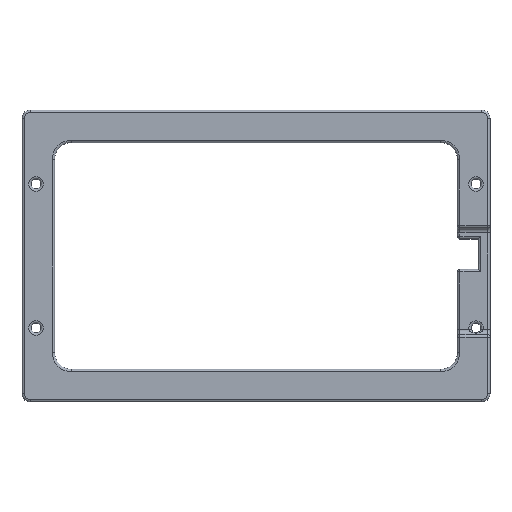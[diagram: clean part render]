
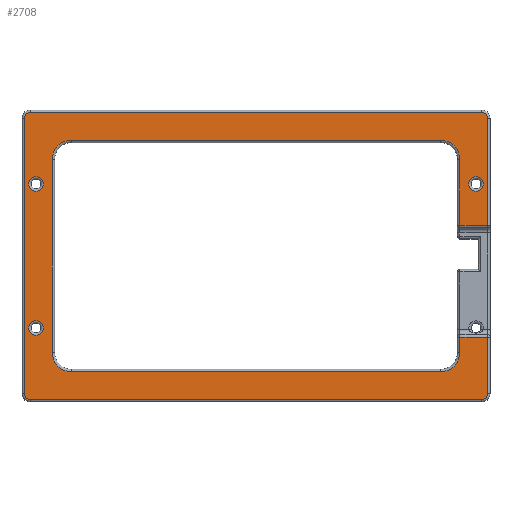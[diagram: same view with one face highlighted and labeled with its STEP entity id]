
A CAD part, top view. The second image highlights one B-rep face of the part: STEP entity #2708.
In plain terms, the highlighted planar face has unit normal (0, 0, 1).
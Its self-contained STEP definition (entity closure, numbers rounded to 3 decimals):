
#27=FACE_BOUND('',#937,.T.);
#28=FACE_BOUND('',#938,.T.);
#29=FACE_BOUND('',#939,.T.);
#141=LINE('',#4273,#409);
#147=LINE('',#4290,#415);
#157=LINE('',#4349,#425);
#192=LINE('',#4440,#460);
#193=LINE('',#4451,#461);
#195=LINE('',#4463,#463);
#197=LINE('',#4475,#465);
#199=LINE('',#4484,#467);
#202=LINE('',#4497,#470);
#204=LINE('',#4509,#472);
#206=LINE('',#4521,#474);
#207=LINE('',#4529,#475);
#409=VECTOR('',#3281,10.);
#415=VECTOR('',#3301,10.);
#425=VECTOR('',#3379,10.);
#460=VECTOR('',#3482,10.);
#461=VECTOR('',#3495,10.);
#463=VECTOR('',#3509,10.);
#465=VECTOR('',#3523,10.);
#467=VECTOR('',#3535,10.);
#470=VECTOR('',#3550,10.);
#472=VECTOR('',#3564,10.);
#474=VECTOR('',#3578,10.);
#475=VECTOR('',#3589,10.);
#634=PLANE('',#2983);
#780=FACE_OUTER_BOUND('',#936,.T.);
#936=EDGE_LOOP('',(#2210,#2211,#2212,#2213,#2214,#2215,#2216,#2217,#2218,
#2219,#2220,#2221,#2222,#2223,#2224,#2225,#2226,#2227,#2228,#2229));
#937=EDGE_LOOP('',(#2230));
#938=EDGE_LOOP('',(#2231));
#939=EDGE_LOOP('',(#2232));
#1116=CIRCLE('',#2939,2.4);
#1120=CIRCLE('',#2945,2.4);
#1124=CIRCLE('',#2951,2.4);
#1128=CIRCLE('',#2957,2.4);
#1131=CIRCLE('',#2962,8.);
#1135=CIRCLE('',#2968,8.);
#1139=CIRCLE('',#2974,8.);
#1143=CIRCLE('',#2980,8.);
#1145=CIRCLE('',#2984,3.);
#1146=CIRCLE('',#2985,3.);
#1147=CIRCLE('',#2986,3.);
#1240=VERTEX_POINT('',#4234);
#1249=VERTEX_POINT('',#4265);
#1251=VERTEX_POINT('',#4271);
#1255=VERTEX_POINT('',#4289);
#1270=VERTEX_POINT('',#4347);
#1292=VERTEX_POINT('',#4438);
#1294=VERTEX_POINT('',#4443);
#1296=VERTEX_POINT('',#4449);
#1298=VERTEX_POINT('',#4455);
#1300=VERTEX_POINT('',#4461);
#1302=VERTEX_POINT('',#4467);
#1304=VERTEX_POINT('',#4473);
#1306=VERTEX_POINT('',#4479);
#1308=VERTEX_POINT('',#4488);
#1310=VERTEX_POINT('',#4495);
#1312=VERTEX_POINT('',#4500);
#1314=VERTEX_POINT('',#4507);
#1316=VERTEX_POINT('',#4512);
#1318=VERTEX_POINT('',#4519);
#1320=VERTEX_POINT('',#4524);
#1321=VERTEX_POINT('',#4532);
#1322=VERTEX_POINT('',#4534);
#1323=VERTEX_POINT('',#4536);
#1528=EDGE_CURVE('',#1251,#1249,#141,.T.);
#1536=EDGE_CURVE('',#1240,#1255,#147,.T.);
#1566=EDGE_CURVE('',#1270,#1251,#157,.T.);
#1612=EDGE_CURVE('',#1292,#1240,#192,.T.);
#1614=EDGE_CURVE('',#1294,#1292,#1116,.T.);
#1617=EDGE_CURVE('',#1296,#1294,#193,.T.);
#1620=EDGE_CURVE('',#1298,#1296,#1120,.T.);
#1623=EDGE_CURVE('',#1300,#1298,#195,.T.);
#1626=EDGE_CURVE('',#1302,#1300,#1124,.T.);
#1629=EDGE_CURVE('',#1304,#1302,#197,.T.);
#1632=EDGE_CURVE('',#1306,#1304,#1128,.T.);
#1634=EDGE_CURVE('',#1249,#1306,#199,.T.);
#1637=EDGE_CURVE('',#1308,#1270,#1131,.T.);
#1641=EDGE_CURVE('',#1310,#1308,#202,.T.);
#1643=EDGE_CURVE('',#1312,#1310,#1135,.T.);
#1647=EDGE_CURVE('',#1314,#1312,#204,.T.);
#1649=EDGE_CURVE('',#1316,#1314,#1139,.T.);
#1653=EDGE_CURVE('',#1318,#1316,#206,.T.);
#1655=EDGE_CURVE('',#1320,#1318,#1143,.T.);
#1657=EDGE_CURVE('',#1255,#1320,#207,.T.);
#1659=EDGE_CURVE('',#1321,#1321,#1145,.T.);
#1660=EDGE_CURVE('',#1322,#1322,#1146,.T.);
#1661=EDGE_CURVE('',#1323,#1323,#1147,.T.);
#2210=ORIENTED_EDGE('',*,*,#1566,.F.);
#2211=ORIENTED_EDGE('',*,*,#1637,.F.);
#2212=ORIENTED_EDGE('',*,*,#1641,.F.);
#2213=ORIENTED_EDGE('',*,*,#1643,.F.);
#2214=ORIENTED_EDGE('',*,*,#1647,.F.);
#2215=ORIENTED_EDGE('',*,*,#1649,.F.);
#2216=ORIENTED_EDGE('',*,*,#1653,.F.);
#2217=ORIENTED_EDGE('',*,*,#1655,.F.);
#2218=ORIENTED_EDGE('',*,*,#1657,.F.);
#2219=ORIENTED_EDGE('',*,*,#1536,.F.);
#2220=ORIENTED_EDGE('',*,*,#1612,.F.);
#2221=ORIENTED_EDGE('',*,*,#1614,.F.);
#2222=ORIENTED_EDGE('',*,*,#1617,.F.);
#2223=ORIENTED_EDGE('',*,*,#1620,.F.);
#2224=ORIENTED_EDGE('',*,*,#1623,.F.);
#2225=ORIENTED_EDGE('',*,*,#1626,.F.);
#2226=ORIENTED_EDGE('',*,*,#1629,.F.);
#2227=ORIENTED_EDGE('',*,*,#1632,.F.);
#2228=ORIENTED_EDGE('',*,*,#1634,.F.);
#2229=ORIENTED_EDGE('',*,*,#1528,.F.);
#2230=ORIENTED_EDGE('',*,*,#1659,.F.);
#2231=ORIENTED_EDGE('',*,*,#1660,.F.);
#2232=ORIENTED_EDGE('',*,*,#1661,.F.);
#2708=ADVANCED_FACE('',(#780,#27,#28,#29),#634,.T.);
#2939=AXIS2_PLACEMENT_3D('',#4445,#3487,#3488);
#2945=AXIS2_PLACEMENT_3D('',#4457,#3501,#3502);
#2951=AXIS2_PLACEMENT_3D('',#4469,#3515,#3516);
#2957=AXIS2_PLACEMENT_3D('',#4481,#3529,#3530);
#2962=AXIS2_PLACEMENT_3D('',#4490,#3541,#3542);
#2968=AXIS2_PLACEMENT_3D('',#4502,#3555,#3556);
#2974=AXIS2_PLACEMENT_3D('',#4514,#3569,#3570);
#2980=AXIS2_PLACEMENT_3D('',#4526,#3583,#3584);
#2983=AXIS2_PLACEMENT_3D('',#4531,#3591,#3592);
#2984=AXIS2_PLACEMENT_3D('',#4533,#3593,#3594);
#2985=AXIS2_PLACEMENT_3D('',#4535,#3595,#3596);
#2986=AXIS2_PLACEMENT_3D('',#4537,#3597,#3598);
#3281=DIRECTION('',(1.,0.,0.));
#3301=DIRECTION('',(-1.,0.,0.));
#3379=DIRECTION('',(0.,1.,0.));
#3482=DIRECTION('',(0.,-1.,0.));
#3487=DIRECTION('center_axis',(0.,0.,-1.));
#3488=DIRECTION('ref_axis',(0.707,0.707,0.));
#3495=DIRECTION('',(1.,0.,0.));
#3501=DIRECTION('center_axis',(0.,0.,-1.));
#3502=DIRECTION('ref_axis',(-0.707,0.707,0.));
#3509=DIRECTION('',(0.,1.,0.));
#3515=DIRECTION('center_axis',(0.,0.,-1.));
#3516=DIRECTION('ref_axis',(-0.707,-0.707,0.));
#3523=DIRECTION('',(-1.,0.,0.));
#3529=DIRECTION('center_axis',(0.,0.,-1.));
#3530=DIRECTION('ref_axis',(0.707,-0.707,0.));
#3535=DIRECTION('',(0.,-1.,0.));
#3541=DIRECTION('center_axis',(0.,0.,1.));
#3542=DIRECTION('ref_axis',(0.707,-0.707,0.));
#3550=DIRECTION('',(1.,0.,0.));
#3555=DIRECTION('center_axis',(0.,0.,1.));
#3556=DIRECTION('ref_axis',(-0.707,-0.707,0.));
#3564=DIRECTION('',(0.,-1.,0.));
#3569=DIRECTION('center_axis',(0.,0.,1.));
#3570=DIRECTION('ref_axis',(-0.707,0.707,0.));
#3578=DIRECTION('',(-1.,0.,0.));
#3583=DIRECTION('center_axis',(0.,0.,1.));
#3584=DIRECTION('ref_axis',(0.707,0.707,0.));
#3589=DIRECTION('',(0.,1.,0.));
#3591=DIRECTION('center_axis',(0.,0.,1.));
#3592=DIRECTION('ref_axis',(1.,0.,0.));
#3593=DIRECTION('center_axis',(0.,0.,1.));
#3594=DIRECTION('ref_axis',(1.,0.,0.));
#3595=DIRECTION('center_axis',(0.,0.,1.));
#3596=DIRECTION('ref_axis',(1.,0.,0.));
#3597=DIRECTION('center_axis',(0.,0.,1.));
#3598=DIRECTION('ref_axis',(1.,0.,0.));
#4234=CARTESIAN_POINT('',(95.3,12.55,16.));
#4265=CARTESIAN_POINT('',(95.3,-33.35,16.));
#4271=CARTESIAN_POINT('',(83.9,-33.35,16.));
#4273=CARTESIAN_POINT('',(48.15,-33.35,16.));
#4289=CARTESIAN_POINT('',(83.9,12.55,16.));
#4290=CARTESIAN_POINT('',(41.45,12.55,16.));
#4347=CARTESIAN_POINT('',(83.9,-39.65,16.));
#4349=CARTESIAN_POINT('',(83.9,-2.75,16.));
#4438=CARTESIAN_POINT('',(95.3,56.65,16.));
#4440=CARTESIAN_POINT('',(95.3,-28.325,16.));
#4443=CARTESIAN_POINT('',(92.9,59.05,16.));
#4445=CARTESIAN_POINT('Origin',(92.9,56.65,16.));
#4449=CARTESIAN_POINT('',(-92.9,59.05,16.));
#4451=CARTESIAN_POINT('',(46.45,59.05,16.));
#4455=CARTESIAN_POINT('',(-95.3,56.65,16.));
#4457=CARTESIAN_POINT('Origin',(-92.9,56.65,16.));
#4461=CARTESIAN_POINT('',(-95.3,-56.65,16.));
#4463=CARTESIAN_POINT('',(-95.3,28.325,16.));
#4467=CARTESIAN_POINT('',(-92.9,-59.05,16.));
#4469=CARTESIAN_POINT('Origin',(-92.9,-56.65,16.));
#4473=CARTESIAN_POINT('',(92.9,-59.05,16.));
#4475=CARTESIAN_POINT('',(-46.45,-59.05,16.));
#4479=CARTESIAN_POINT('',(95.3,-56.65,16.));
#4481=CARTESIAN_POINT('Origin',(92.9,-56.65,16.));
#4484=CARTESIAN_POINT('',(95.3,-28.325,16.));
#4488=CARTESIAN_POINT('',(75.9,-47.65,16.));
#4490=CARTESIAN_POINT('Origin',(75.9,-39.65,16.));
#4495=CARTESIAN_POINT('',(-75.9,-47.65,16.));
#4497=CARTESIAN_POINT('',(41.45,-47.65,16.));
#4500=CARTESIAN_POINT('',(-83.9,-39.65,16.));
#4502=CARTESIAN_POINT('Origin',(-75.9,-39.65,16.));
#4507=CARTESIAN_POINT('',(-83.9,39.65,16.));
#4509=CARTESIAN_POINT('',(-83.9,-23.325,16.));
#4512=CARTESIAN_POINT('',(-75.9,47.65,16.));
#4514=CARTESIAN_POINT('Origin',(-75.9,39.65,16.));
#4519=CARTESIAN_POINT('',(75.9,47.65,16.));
#4521=CARTESIAN_POINT('',(-41.45,47.65,16.));
#4524=CARTESIAN_POINT('',(83.9,39.65,16.));
#4526=CARTESIAN_POINT('Origin',(75.9,39.65,16.));
#4529=CARTESIAN_POINT('',(83.9,-2.75,16.));
#4531=CARTESIAN_POINT('Origin',(0.,0.,16.));
#4532=CARTESIAN_POINT('',(93.55,29.65,16.));
#4533=CARTESIAN_POINT('Origin',(90.55,29.65,16.));
#4534=CARTESIAN_POINT('',(-87.55,29.65,16.));
#4535=CARTESIAN_POINT('Origin',(-90.55,29.65,16.));
#4536=CARTESIAN_POINT('',(-87.55,-29.65,16.));
#4537=CARTESIAN_POINT('Origin',(-90.55,-29.65,16.));
